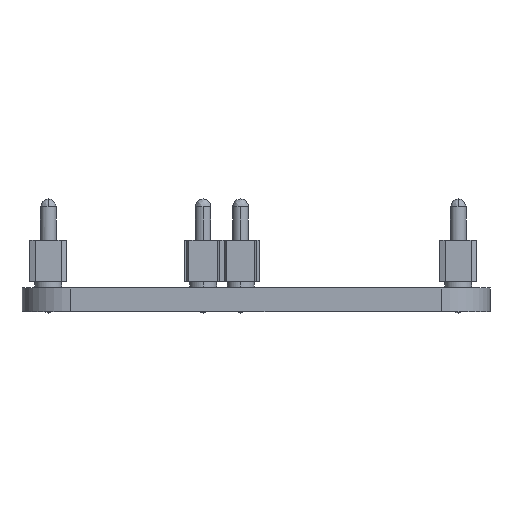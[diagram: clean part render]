
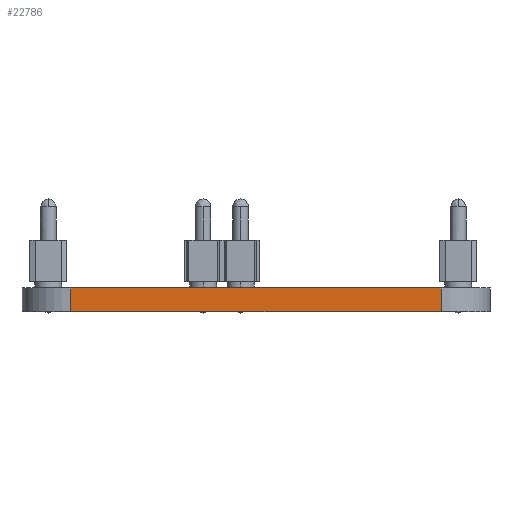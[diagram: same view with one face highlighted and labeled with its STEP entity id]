
A CAD part, left-side view. The second image highlights one B-rep face of the part: STEP entity #22786.
In plain terms, the highlighted planar face has unit normal (-1, 0, 0).
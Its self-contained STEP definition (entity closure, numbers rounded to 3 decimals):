
#19830 = PLANE('',#19831);
#19831 = AXIS2_PLACEMENT_3D('',#19832,#19833,#19834);
#19832 = CARTESIAN_POINT('',(136.95,-92.074,1.6));
#19833 = DIRECTION('',(0.,0.,1.));
#19834 = DIRECTION('',(1.,0.,-0.));
#19858 = CYLINDRICAL_SURFACE('',#19859,3.302);
#19859 = AXIS2_PLACEMENT_3D('',#19860,#19861,#19862);
#19860 = CARTESIAN_POINT('',(99.402,-79.5,0.));
#19861 = DIRECTION('',(-0.,-0.,-1.));
#19862 = DIRECTION('',(1.,0.,-0.));
#19884 = PLANE('',#19885);
#19885 = AXIS2_PLACEMENT_3D('',#19886,#19887,#19888);
#19886 = CARTESIAN_POINT('',(136.95,-92.074,0.));
#19887 = DIRECTION('',(0.,0.,1.));
#19888 = DIRECTION('',(1.,0.,-0.));
#19979 = VERTEX_POINT('',#19980);
#19980 = CARTESIAN_POINT('',(96.1,-79.5,1.6));
#20002 = EDGE_CURVE('',#20003,#19979,#20005,.T.);
#20003 = VERTEX_POINT('',#20004);
#20004 = CARTESIAN_POINT('',(96.1,-79.5,0.));
#20005 = SURFACE_CURVE('',#20006,(#20010,#20017),.PCURVE_S1.);
#20006 = LINE('',#20007,#20008);
#20007 = CARTESIAN_POINT('',(96.1,-79.5,0.));
#20008 = VECTOR('',#20009,1.);
#20009 = DIRECTION('',(0.,0.,1.));
#20010 = PCURVE('',#19858,#20011);
#20011 = DEFINITIONAL_REPRESENTATION('',(#20012),#20016);
#20012 = LINE('',#20013,#20014);
#20013 = CARTESIAN_POINT('',(-3.142,0.));
#20014 = VECTOR('',#20015,1.);
#20015 = DIRECTION('',(-0.,-1.));
#20016 = ( GEOMETRIC_REPRESENTATION_CONTEXT(2) 
PARAMETRIC_REPRESENTATION_CONTEXT() REPRESENTATION_CONTEXT('2D SPACE',''
  ) );
#20017 = PCURVE('',#20018,#20023);
#20018 = PLANE('',#20019);
#20019 = AXIS2_PLACEMENT_3D('',#20020,#20021,#20022);
#20020 = CARTESIAN_POINT('',(96.1,-79.5,0.));
#20021 = DIRECTION('',(1.,0.,-0.));
#20022 = DIRECTION('',(0.,-1.,0.));
#20023 = DEFINITIONAL_REPRESENTATION('',(#20024),#20028);
#20024 = LINE('',#20025,#20026);
#20025 = CARTESIAN_POINT('',(0.,0.));
#20026 = VECTOR('',#20027,1.);
#20027 = DIRECTION('',(0.,-1.));
#20028 = ( GEOMETRIC_REPRESENTATION_CONTEXT(2) 
PARAMETRIC_REPRESENTATION_CONTEXT() REPRESENTATION_CONTEXT('2D SPACE',''
  ) );
#20057 = EDGE_CURVE('',#20003,#20058,#20060,.T.);
#20058 = VERTEX_POINT('',#20059);
#20059 = CARTESIAN_POINT('',(96.1,-104.646,0.));
#20060 = SURFACE_CURVE('',#20061,(#20065,#20072),.PCURVE_S1.);
#20061 = LINE('',#20062,#20063);
#20062 = CARTESIAN_POINT('',(96.1,-79.5,0.));
#20063 = VECTOR('',#20064,1.);
#20064 = DIRECTION('',(0.,-1.,0.));
#20065 = PCURVE('',#19884,#20066);
#20066 = DEFINITIONAL_REPRESENTATION('',(#20067),#20071);
#20067 = LINE('',#20068,#20069);
#20068 = CARTESIAN_POINT('',(-40.85,12.574));
#20069 = VECTOR('',#20070,1.);
#20070 = DIRECTION('',(0.,-1.));
#20071 = ( GEOMETRIC_REPRESENTATION_CONTEXT(2) 
PARAMETRIC_REPRESENTATION_CONTEXT() REPRESENTATION_CONTEXT('2D SPACE',''
  ) );
#20072 = PCURVE('',#20018,#20073);
#20073 = DEFINITIONAL_REPRESENTATION('',(#20074),#20078);
#20074 = LINE('',#20075,#20076);
#20075 = CARTESIAN_POINT('',(0.,0.));
#20076 = VECTOR('',#20077,1.);
#20077 = DIRECTION('',(1.,0.));
#20078 = ( GEOMETRIC_REPRESENTATION_CONTEXT(2) 
PARAMETRIC_REPRESENTATION_CONTEXT() REPRESENTATION_CONTEXT('2D SPACE',''
  ) );
#20097 = CYLINDRICAL_SURFACE('',#20098,3.302);
#20098 = AXIS2_PLACEMENT_3D('',#20099,#20100,#20101);
#20099 = CARTESIAN_POINT('',(99.402,-104.646,0.));
#20100 = DIRECTION('',(-0.,-0.,-1.));
#20101 = DIRECTION('',(1.,0.,-0.));
#21526 = EDGE_CURVE('',#19979,#21527,#21529,.T.);
#21527 = VERTEX_POINT('',#21528);
#21528 = CARTESIAN_POINT('',(96.1,-104.646,1.6));
#21529 = SURFACE_CURVE('',#21530,(#21534,#21541),.PCURVE_S1.);
#21530 = LINE('',#21531,#21532);
#21531 = CARTESIAN_POINT('',(96.1,-79.5,1.6));
#21532 = VECTOR('',#21533,1.);
#21533 = DIRECTION('',(0.,-1.,0.));
#21534 = PCURVE('',#19830,#21535);
#21535 = DEFINITIONAL_REPRESENTATION('',(#21536),#21540);
#21536 = LINE('',#21537,#21538);
#21537 = CARTESIAN_POINT('',(-40.85,12.574));
#21538 = VECTOR('',#21539,1.);
#21539 = DIRECTION('',(0.,-1.));
#21540 = ( GEOMETRIC_REPRESENTATION_CONTEXT(2) 
PARAMETRIC_REPRESENTATION_CONTEXT() REPRESENTATION_CONTEXT('2D SPACE',''
  ) );
#21541 = PCURVE('',#20018,#21542);
#21542 = DEFINITIONAL_REPRESENTATION('',(#21543),#21547);
#21543 = LINE('',#21544,#21545);
#21544 = CARTESIAN_POINT('',(0.,-1.6));
#21545 = VECTOR('',#21546,1.);
#21546 = DIRECTION('',(1.,0.));
#21547 = ( GEOMETRIC_REPRESENTATION_CONTEXT(2) 
PARAMETRIC_REPRESENTATION_CONTEXT() REPRESENTATION_CONTEXT('2D SPACE',''
  ) );
#22786 = ADVANCED_FACE('',(#22787),#20018,.F.);
#22787 = FACE_BOUND('',#22788,.F.);
#22788 = EDGE_LOOP('',(#22789,#22790,#22791,#22812));
#22789 = ORIENTED_EDGE('',*,*,#20002,.T.);
#22790 = ORIENTED_EDGE('',*,*,#21526,.T.);
#22791 = ORIENTED_EDGE('',*,*,#22792,.F.);
#22792 = EDGE_CURVE('',#20058,#21527,#22793,.T.);
#22793 = SURFACE_CURVE('',#22794,(#22798,#22805),.PCURVE_S1.);
#22794 = LINE('',#22795,#22796);
#22795 = CARTESIAN_POINT('',(96.1,-104.646,0.));
#22796 = VECTOR('',#22797,1.);
#22797 = DIRECTION('',(0.,0.,1.));
#22798 = PCURVE('',#20018,#22799);
#22799 = DEFINITIONAL_REPRESENTATION('',(#22800),#22804);
#22800 = LINE('',#22801,#22802);
#22801 = CARTESIAN_POINT('',(25.146,0.));
#22802 = VECTOR('',#22803,1.);
#22803 = DIRECTION('',(0.,-1.));
#22804 = ( GEOMETRIC_REPRESENTATION_CONTEXT(2) 
PARAMETRIC_REPRESENTATION_CONTEXT() REPRESENTATION_CONTEXT('2D SPACE',''
  ) );
#22805 = PCURVE('',#20097,#22806);
#22806 = DEFINITIONAL_REPRESENTATION('',(#22807),#22811);
#22807 = LINE('',#22808,#22809);
#22808 = CARTESIAN_POINT('',(-3.142,0.));
#22809 = VECTOR('',#22810,1.);
#22810 = DIRECTION('',(-0.,-1.));
#22811 = ( GEOMETRIC_REPRESENTATION_CONTEXT(2) 
PARAMETRIC_REPRESENTATION_CONTEXT() REPRESENTATION_CONTEXT('2D SPACE',''
  ) );
#22812 = ORIENTED_EDGE('',*,*,#20057,.F.);
